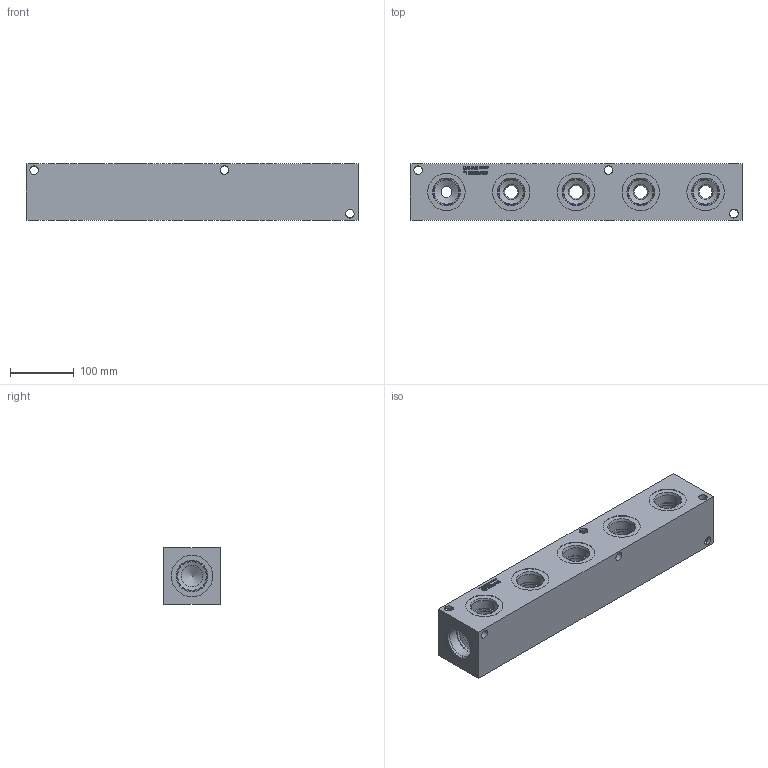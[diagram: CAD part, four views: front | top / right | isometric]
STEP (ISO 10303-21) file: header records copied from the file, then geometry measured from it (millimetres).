
FILE_DESCRIPTION(/* description */ (''),/* implementation_level */ '2;1');
FILE_NAME(/* name */ '_H1800520S.stp',/* time_stamp */ '2020-08-19T14:57:17-04:00',/* author */ ('alexanderw'),/* organization */ (''),/* preprocessor_version */ 'ST-DEVELOPER v17',/* originating_system */ 'Autodesk Inventor 2019',/* authorisation */ '');
FILE_SCHEMA (('AUTOMOTIVE_DESIGN { 1 0 10303 214 3 1 1 }'));
Length unit declared in the file: millimetre
Products named in the file (1): Part_+H1800520S_3D
Bounding box: 520.7 x 88.9 x 88.9 mm (x, y, z)
Volume: 3453576.8 mm3; surface area: 269986.3 mm2
Topology: 1 solids, 1 shells, 461 faces, 1233 edges, 819 vertices
Faces by surface type: plane 239, bspline 104, cylinder 70, cone 48
Full cylindrical faces by diameter (mm): 13.487 x12, 38.1 x10, 39.218 x10, 41.275 x9, 41.28 x1, 41.758 x1, 43.51 x9, 45.568 x2, 47.625 x2, 48.057 x2, 58.572 x10, 65.126 x2
Entity records: 15313 total; most frequent: CARTESIAN_POINT 3864, ORIENTED_EDGE 2462, DIRECTION 1982, EDGE_CURVE 1231, VERTEX_POINT 819, LINE 780, VECTOR 780, AXIS2_PLACEMENT_3D 601
